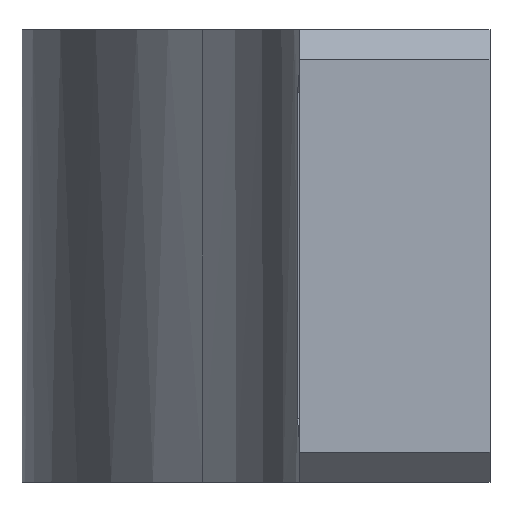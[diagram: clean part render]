
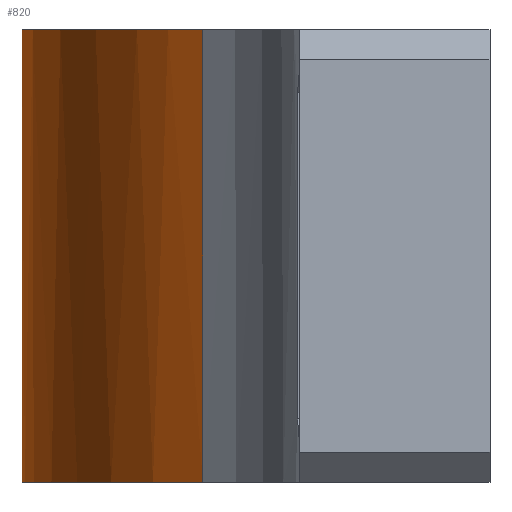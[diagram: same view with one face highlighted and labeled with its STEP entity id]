
A CAD part, front view. The second image highlights one B-rep face of the part: STEP entity #820.
In plain terms, the highlighted face is a extrusion surface.
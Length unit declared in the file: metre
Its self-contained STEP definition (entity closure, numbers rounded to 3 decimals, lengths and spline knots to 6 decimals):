
#112=DIRECTION('',(0.,0.,1.));
#113=VECTOR('',#112,0.03);
#114=CARTESIAN_POINT('',(0.011978,-0.137046,-0.015));
#115=LINE('',#114,#113);
#116=CARTESIAN_POINT('',(0.011978,-0.137046,-0.015));
#117=CARTESIAN_POINT('',(0.003993,-0.130337,-0.015));
#118=CARTESIAN_POINT('',(0.,-0.119636,-0.015));
#119=CARTESIAN_POINT('',(0.,-0.104941,-0.015));
#121=DIRECTION('',(0.,0.,-1.));
#122=VECTOR('',#121,0.03);
#123=CARTESIAN_POINT('',(0.,-0.104941,0.015));
#124=LINE('',#123,#122);
#125=CARTESIAN_POINT('',(0.,-0.104941,0.015));
#126=CARTESIAN_POINT('',(0.,-0.119636,0.015));
#127=CARTESIAN_POINT('',(0.003993,-0.130337,0.015));
#128=CARTESIAN_POINT('',(0.011978,-0.137046,0.015));
#534=CARTESIAN_POINT('',(0.,-0.104941,-0.015));
#536=VERTEX_POINT('',#534);
#537=CARTESIAN_POINT('',(0.,-0.104941,0.015));
#538=VERTEX_POINT('',#537);
#683=CARTESIAN_POINT('',(0.011978,-0.137046,-0.015));
#684=CARTESIAN_POINT('',(0.011978,-0.137046,0.015));
#685=VERTEX_POINT('',#683);
#686=VERTEX_POINT('',#684);
#803=CARTESIAN_POINT('',(0.012251,-0.137272,0.015));
#804=CARTESIAN_POINT('',(0.01216,-0.137197,0.015));
#805=CARTESIAN_POINT('',(0.003973,-0.130404,0.015));
#806=CARTESIAN_POINT('',(-0.000064,-0.119463,0.015));
#807=CARTESIAN_POINT('',(0.000001,-0.104586,0.015));
#809=DIRECTION('',(0.,0.,-1.));
#810=VECTOR('',#809,1.);
#811=SURFACE_OF_LINEAR_EXTRUSION('',#808,#810);
#812=ORIENTED_EDGE('',*,*,#784,.F.);
#814=ORIENTED_EDGE('',*,*,#813,.T.);
#816=ORIENTED_EDGE('',*,*,#815,.F.);
#817=ORIENTED_EDGE('',*,*,#736,.T.);
#818=EDGE_LOOP('',(#812,#814,#816,#817));
#819=FACE_OUTER_BOUND('',#818,.F.);
#820=ADVANCED_FACE('',(#819),#811,.T.);
#120=B_SPLINE_CURVE_WITH_KNOTS('',3,(#116,#117,#118,#119),.UNSPECIFIED.,.F.,.F.,
(4,4),(0.,1.),.UNSPECIFIED.);
#129=B_SPLINE_CURVE_WITH_KNOTS('',3,(#125,#126,#127,#128),.UNSPECIFIED.,.F.,.F.,
(4,4),(0.,1.),.UNSPECIFIED.);
#736=EDGE_CURVE('',#538,#686,#129,.T.);
#784=EDGE_CURVE('',#685,#686,#115,.T.);
#808=B_SPLINE_CURVE_WITH_KNOTS('',3,(#803,#804,#805,#806,#807),.UNSPECIFIED.,
.F.,.F.,(4,1,4),(0.,0.011097,1.),.UNSPECIFIED.);
#813=EDGE_CURVE('',#685,#536,#120,.T.);
#815=EDGE_CURVE('',#538,#536,#124,.T.);
